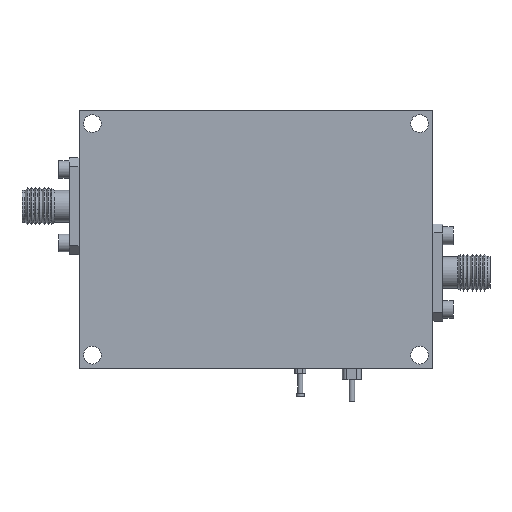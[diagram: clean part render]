
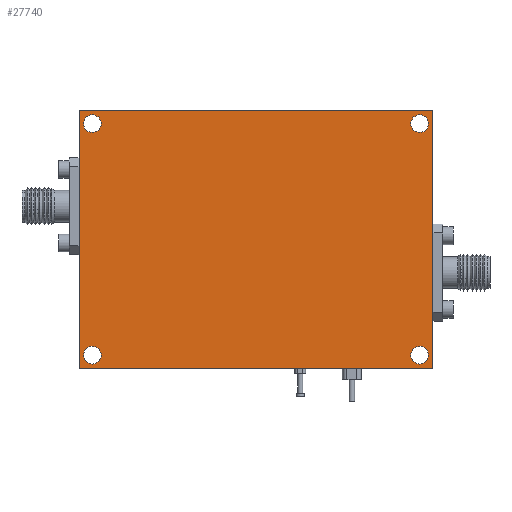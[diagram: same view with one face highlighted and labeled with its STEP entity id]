
A CAD part, front view. The second image highlights one B-rep face of the part: STEP entity #27740.
In plain terms, the highlighted planar face has unit normal (0, -1, 0).
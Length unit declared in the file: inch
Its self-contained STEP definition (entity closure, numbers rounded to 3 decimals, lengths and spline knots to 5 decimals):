
#314 = DIRECTION ( 'NONE',  ( 0., 0., 1. ) ) ;
#353 = ORIENTED_EDGE ( 'NONE', *, *, #20094, .F. ) ;
#659 = CARTESIAN_POINT ( 'NONE',  ( 1.2, 0., -0.875 ) ) ;
#1435 = AXIS2_PLACEMENT_3D ( 'NONE', #14561, #14472, #18664 ) ;
#1481 = EDGE_CURVE ( 'NONE', #21993, #22176, #16977, .T. ) ;
#2515 = CARTESIAN_POINT ( 'NONE',  ( 1.2, 0., 0.875 ) ) ;
#3364 = DIRECTION ( 'NONE',  ( 0., 0., 1. ) ) ;
#3388 = EDGE_CURVE ( 'NONE', #24902, #13674, #4778, .T. ) ;
#4261 = DIRECTION ( 'NONE',  ( 0., 1., 0. ) ) ;
#4604 = CARTESIAN_POINT ( 'NONE',  ( 1.2, 0., 0.875 ) ) ;
#4777 = DIRECTION ( 'NONE',  ( 0., 0., 1. ) ) ;
#4778 = CIRCLE ( 'NONE', #6992, 0.06 ) ;
#4971 = CARTESIAN_POINT ( 'NONE',  ( -1.11, 0., -0.845 ) ) ;
#5179 = PLANE ( 'NONE',  #13424 ) ;
#5445 = VECTOR ( 'NONE', #22849, 39.37008 ) ;
#5910 = FACE_OUTER_BOUND ( 'NONE', #27638, .T. ) ;
#6021 = ORIENTED_EDGE ( 'NONE', *, *, #22882, .T. ) ;
#6242 = ORIENTED_EDGE ( 'NONE', *, *, #25890, .T. ) ;
#6598 = DIRECTION ( 'NONE',  ( 0., 0., -1. ) ) ;
#6698 = ORIENTED_EDGE ( 'NONE', *, *, #7990, .T. ) ;
#6870 = VECTOR ( 'NONE', #16453, 39.37008 ) ;
#6992 = AXIS2_PLACEMENT_3D ( 'NONE', #18788, #16263, #3364 ) ;
#7013 = VERTEX_POINT ( 'NONE', #2515 ) ;
#7016 = VERTEX_POINT ( 'NONE', #26349 ) ;
#7545 = EDGE_CURVE ( 'NONE', #13674, #24902, #8996, .T. ) ;
#7990 = EDGE_CURVE ( 'NONE', #7016, #19644, #18729, .T. ) ;
#8063 = ORIENTED_EDGE ( 'NONE', *, *, #24348, .T. ) ;
#8330 = LINE ( 'NONE', #4604, #13705 ) ;
#8996 = CIRCLE ( 'NONE', #25231, 0.06 ) ;
#9113 = DIRECTION ( 'NONE',  ( 0., 1., 0. ) ) ;
#9355 = DIRECTION ( 'NONE',  ( 0., 1., 0. ) ) ;
#9532 = DIRECTION ( 'NONE',  ( 0., 0., -1. ) ) ;
#10020 = ORIENTED_EDGE ( 'NONE', *, *, #10586, .T. ) ;
#10062 = VERTEX_POINT ( 'NONE', #659 ) ;
#10586 = EDGE_CURVE ( 'NONE', #19644, #7016, #13754, .T. ) ;
#10590 = CARTESIAN_POINT ( 'NONE',  ( 1.11, 0., -0.785 ) ) ;
#10619 = VECTOR ( 'NONE', #12021, 39.37008 ) ;
#10696 = VERTEX_POINT ( 'NONE', #13696 ) ;
#11638 = FACE_BOUND ( 'NONE', #21459, .T. ) ;
#11646 = AXIS2_PLACEMENT_3D ( 'NONE', #13790, #9355, #24366 ) ;
#11789 = DIRECTION ( 'NONE',  ( 0., -1., 0. ) ) ;
#12004 = CARTESIAN_POINT ( 'NONE',  ( 1.11, 0., -0.845 ) ) ;
#12021 = DIRECTION ( 'NONE',  ( 1., 0., 0. ) ) ;
#12076 = DIRECTION ( 'NONE',  ( 0., 1., 0. ) ) ;
#12387 = EDGE_CURVE ( 'NONE', #7013, #10062, #8330, .T. ) ;
#12593 = LINE ( 'NONE', #22829, #6870 ) ;
#12684 = DIRECTION ( 'NONE',  ( 0., 0., 1. ) ) ;
#13072 = VERTEX_POINT ( 'NONE', #19382 ) ;
#13424 = AXIS2_PLACEMENT_3D ( 'NONE', #18252, #11789, #9532 ) ;
#13674 = VERTEX_POINT ( 'NONE', #24535 ) ;
#13696 = CARTESIAN_POINT ( 'NONE',  ( -1.2, 0., 0.875 ) ) ;
#13705 = VECTOR ( 'NONE', #6598, 39.37008 ) ;
#13713 = EDGE_LOOP ( 'NONE', ( #17788, #6242 ) ) ;
#13741 = CIRCLE ( 'NONE', #24894, 0.06 ) ;
#13754 = CIRCLE ( 'NONE', #26333, 0.06 ) ;
#13790 = CARTESIAN_POINT ( 'NONE',  ( 1.11, 0., -0.785 ) ) ;
#14149 = EDGE_CURVE ( 'NONE', #10696, #7013, #17310, .T. ) ;
#14472 = DIRECTION ( 'NONE',  ( 0., 1., 0. ) ) ;
#14517 = DIRECTION ( 'NONE',  ( 0., 0., 1. ) ) ;
#14560 = CIRCLE ( 'NONE', #17103, 0.06 ) ;
#14561 = CARTESIAN_POINT ( 'NONE',  ( -1.11, 0., -0.785 ) ) ;
#14931 = CARTESIAN_POINT ( 'NONE',  ( 1.11, 0., 0.785 ) ) ;
#15008 = FACE_BOUND ( 'NONE', #24371, .T. ) ;
#15021 = DIRECTION ( 'NONE',  ( 0., 1., 0. ) ) ;
#16263 = DIRECTION ( 'NONE',  ( 0., 1., 0. ) ) ;
#16453 = DIRECTION ( 'NONE',  ( -1., 0., 0. ) ) ;
#16672 = FACE_BOUND ( 'NONE', #13713, .T. ) ;
#16977 = CIRCLE ( 'NONE', #11646, 0.06 ) ;
#17103 = AXIS2_PLACEMENT_3D ( 'NONE', #26113, #19884, #314 ) ;
#17310 = LINE ( 'NONE', #20621, #10619 ) ;
#17788 = ORIENTED_EDGE ( 'NONE', *, *, #1481, .T. ) ;
#18225 = LINE ( 'NONE', #24441, #5445 ) ;
#18252 = CARTESIAN_POINT ( 'NONE',  ( 0., 0., 0. ) ) ;
#18307 = EDGE_LOOP ( 'NONE', ( #8063, #6021 ) ) ;
#18664 = DIRECTION ( 'NONE',  ( 0., 0., 1. ) ) ;
#18729 = CIRCLE ( 'NONE', #20870, 0.06 ) ;
#18788 = CARTESIAN_POINT ( 'NONE',  ( -1.11, 0., 0.785 ) ) ;
#18832 = VERTEX_POINT ( 'NONE', #4971 ) ;
#19382 = CARTESIAN_POINT ( 'NONE',  ( -1.11, 0., -0.725 ) ) ;
#19644 = VERTEX_POINT ( 'NONE', #25253 ) ;
#19884 = DIRECTION ( 'NONE',  ( 0., 1., 0. ) ) ;
#20094 = EDGE_CURVE ( 'NONE', #10062, #23718, #12593, .T. ) ;
#20621 = CARTESIAN_POINT ( 'NONE',  ( -1.2, 0., 0.875 ) ) ;
#20870 = AXIS2_PLACEMENT_3D ( 'NONE', #14931, #15021, #12684 ) ;
#21164 = CIRCLE ( 'NONE', #1435, 0.06 ) ;
#21459 = EDGE_LOOP ( 'NONE', ( #10020, #6698 ) ) ;
#21871 = ORIENTED_EDGE ( 'NONE', *, *, #3388, .T. ) ;
#21954 = CARTESIAN_POINT ( 'NONE',  ( -1.11, 0., 0.785 ) ) ;
#21993 = VERTEX_POINT ( 'NONE', #27883 ) ;
#22176 = VERTEX_POINT ( 'NONE', #12004 ) ;
#22382 = ORIENTED_EDGE ( 'NONE', *, *, #7545, .T. ) ;
#22566 = EDGE_CURVE ( 'NONE', #23718, #10696, #18225, .T. ) ;
#22829 = CARTESIAN_POINT ( 'NONE',  ( -1.2, 0., -0.875 ) ) ;
#22849 = DIRECTION ( 'NONE',  ( 0., 0., 1. ) ) ;
#22882 = EDGE_CURVE ( 'NONE', #18832, #13072, #14560, .T. ) ;
#23102 = ORIENTED_EDGE ( 'NONE', *, *, #22566, .F. ) ;
#23374 = ORIENTED_EDGE ( 'NONE', *, *, #12387, .F. ) ;
#23699 = CARTESIAN_POINT ( 'NONE',  ( -1.2, 0., -0.875 ) ) ;
#23718 = VERTEX_POINT ( 'NONE', #23699 ) ;
#24348 = EDGE_CURVE ( 'NONE', #13072, #18832, #21164, .T. ) ;
#24366 = DIRECTION ( 'NONE',  ( 0., 0., 1. ) ) ;
#24371 = EDGE_LOOP ( 'NONE', ( #21871, #22382 ) ) ;
#24377 = ORIENTED_EDGE ( 'NONE', *, *, #14149, .F. ) ;
#24441 = CARTESIAN_POINT ( 'NONE',  ( -1.2, 0., 0.875 ) ) ;
#24535 = CARTESIAN_POINT ( 'NONE',  ( -1.11, 0., 0.725 ) ) ;
#24894 = AXIS2_PLACEMENT_3D ( 'NONE', #10590, #4261, #25440 ) ;
#24902 = VERTEX_POINT ( 'NONE', #27297 ) ;
#25231 = AXIS2_PLACEMENT_3D ( 'NONE', #21954, #9113, #4777 ) ;
#25253 = CARTESIAN_POINT ( 'NONE',  ( 1.11, 0., 0.845 ) ) ;
#25440 = DIRECTION ( 'NONE',  ( 0., 0., 1. ) ) ;
#25890 = EDGE_CURVE ( 'NONE', #22176, #21993, #13741, .T. ) ;
#26113 = CARTESIAN_POINT ( 'NONE',  ( -1.11, 0., -0.785 ) ) ;
#26333 = AXIS2_PLACEMENT_3D ( 'NONE', #27374, #12076, #14517 ) ;
#26349 = CARTESIAN_POINT ( 'NONE',  ( 1.11, 0., 0.725 ) ) ;
#27297 = CARTESIAN_POINT ( 'NONE',  ( -1.11, 0., 0.845 ) ) ;
#27374 = CARTESIAN_POINT ( 'NONE',  ( 1.11, 0., 0.785 ) ) ;
#27638 = EDGE_LOOP ( 'NONE', ( #23374, #24377, #23102, #353 ) ) ;
#27740 = ADVANCED_FACE ( 'NONE', ( #27779, #16672, #11638, #15008, #5910 ), #5179, .T. ) ;
#27779 = FACE_BOUND ( 'NONE', #18307, .T. ) ;
#27883 = CARTESIAN_POINT ( 'NONE',  ( 1.11, 0., -0.725 ) ) ;
